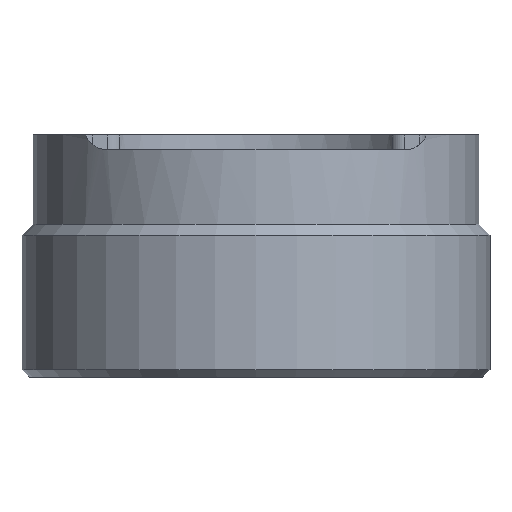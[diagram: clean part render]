
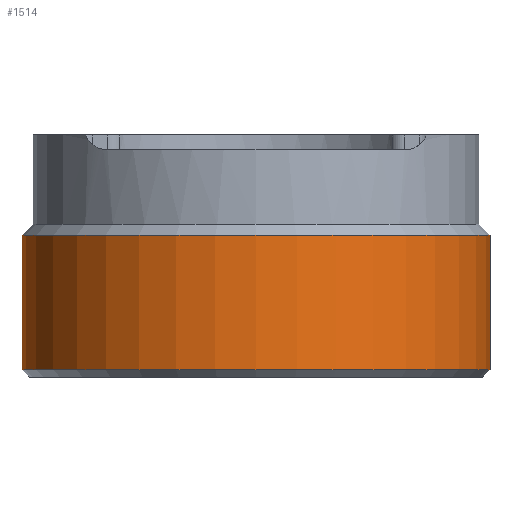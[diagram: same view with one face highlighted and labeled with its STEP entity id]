
A CAD part, front view. The second image highlights one B-rep face of the part: STEP entity #1514.
In plain terms, the highlighted cylindrical face has radius 15.75 mm (diameter 31.5 mm), a full revolution.
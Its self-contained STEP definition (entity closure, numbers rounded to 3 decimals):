
#1473=CARTESIAN_POINT('',(0.,3.595,92.923));
#1474=DIRECTION('',(0.,0.,1.));
#1475=DIRECTION('',(0.,-1.,0.));
#1476=AXIS2_PLACEMENT_3D('',#1473,#1474,#1475);
#1477=CYLINDRICAL_SURFACE('',#1476,15.75);
#1478=CARTESIAN_POINT('',(0.,-12.155,102.473));
#1479=VERTEX_POINT('',#1478);
#1480=CARTESIAN_POINT('',(0.,-12.155,93.423));
#1481=VERTEX_POINT('',#1480);
#1482=CARTESIAN_POINT('',(0.,-12.155,102.473));
#1483=DIRECTION('',(-0.,-0.,-1.));
#1484=VECTOR('',#1483,9.05);
#1485=LINE('',#1482,#1484);
#1486=EDGE_CURVE('',#1479,#1481,#1485,.T.);
#1487=ORIENTED_EDGE('',*,*,#1486,.T.);
#1488=CARTESIAN_POINT('',(0.,3.595,93.423));
#1489=DIRECTION('',(0.,0.,1.));
#1490=DIRECTION('',(0.,-1.,0.));
#1491=AXIS2_PLACEMENT_3D('',#1488,#1489,#1490);
#1492=CIRCLE('',#1491,15.75);
#1493=EDGE_CURVE('',#1481,#1481,#1492,.T.);
#1494=ORIENTED_EDGE('',*,*,#1493,.T.);
#1495=ORIENTED_EDGE('',*,*,#1486,.F.);
#1496=CARTESIAN_POINT('',(0.,19.345,102.473));
#1497=VERTEX_POINT('',#1496);
#1498=CARTESIAN_POINT('',(0.,3.595,102.473));
#1499=DIRECTION('',(-0.,-0.,-1.));
#1500=DIRECTION('',(0.,-1.,0.));
#1501=AXIS2_PLACEMENT_3D('',#1498,#1499,#1500);
#1502=CIRCLE('',#1501,15.75);
#1503=EDGE_CURVE('',#1479,#1497,#1502,.T.);
#1504=ORIENTED_EDGE('',*,*,#1503,.T.);
#1505=CARTESIAN_POINT('',(0.,3.595,102.473));
#1506=DIRECTION('',(-0.,-0.,-1.));
#1507=DIRECTION('',(0.,-1.,0.));
#1508=AXIS2_PLACEMENT_3D('',#1505,#1506,#1507);
#1509=CIRCLE('',#1508,15.75);
#1510=EDGE_CURVE('',#1497,#1479,#1509,.T.);
#1511=ORIENTED_EDGE('',*,*,#1510,.T.);
#1512=EDGE_LOOP('',(#1487,#1494,#1495,#1504,#1511));
#1513=FACE_BOUND('',#1512,.T.);
#1514=ADVANCED_FACE('',(#1513),#1477,.T.);
